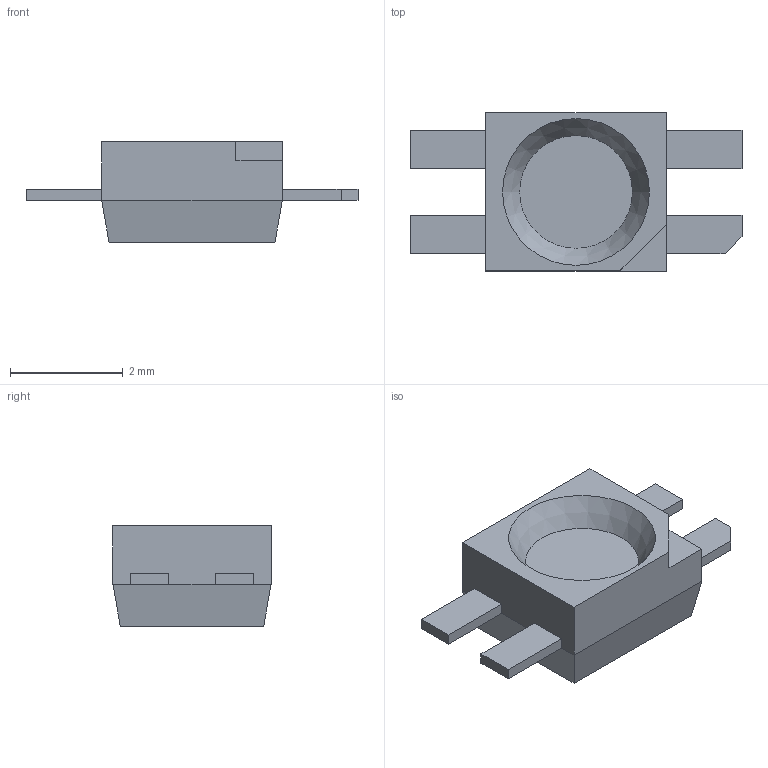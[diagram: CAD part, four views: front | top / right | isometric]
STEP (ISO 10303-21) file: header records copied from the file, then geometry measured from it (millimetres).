
FILE_DESCRIPTION(('Open CASCADE Model'),'2;1');
FILE_NAME('Open CASCADE Shape Model','2024-05-24T16:31:10',('Author'),( 'Open CASCADE'),'Open CASCADE STEP processor 7.7','Open CASCADE 7.7' ,'Unknown');
FILE_SCHEMA(('AUTOMOTIVE_DESIGN { 1 0 10303 214 1 1 1 1 }'));
Length unit declared in the file: millimetre
Products named in the file (13): 977b6cab-199f-11ef-ae21-f09e4a5f3376; 977b6cac-199f-11ef-8f02-f09e4a5f3376; 977b6cac-199f-11ef-8f02-f09e4a5f3376_part; 977b6cad-199f-11ef-af91-f09e4a5f3376; 977b6cad-199f-11ef-af91-f09e4a5f3376_part; 977b6cae-199f-11ef-962f-f09e4a5f3376; 977b6cae-199f-11ef-962f-f09e4a5f3376_part; 977b8fc3-199f-11ef-b690-f09e4a5f3376; 977b8fc3-199f-11ef-b690-f09e4a5f3376_part; 977b8fc4-199f-11ef-89b7-f09e4a5f3376; 977b8fc4-199f-11ef-89b7-f09e4a5f3376_part; 977b8fc5-199f-11ef-8a7a-f09e4a5f3376; 977b8fc5-199f-11ef-8a7a-f09e4a5f3376_part
Assembly tree (12 placements, depth 3):
  977b6cab-199f-11ef-ae21-f09e4a5f3376
    977b6cac-199f-11ef-8f02-f09e4a5f3376
      977b6cac-199f-11ef-8f02-f09e4a5f3376_part
    977b6cad-199f-11ef-af91-f09e4a5f3376
      977b6cad-199f-11ef-af91-f09e4a5f3376_part
    977b6cae-199f-11ef-962f-f09e4a5f3376
      977b6cae-199f-11ef-962f-f09e4a5f3376_part
    977b8fc3-199f-11ef-b690-f09e4a5f3376
      977b8fc3-199f-11ef-b690-f09e4a5f3376_part
    977b8fc4-199f-11ef-89b7-f09e4a5f3376
      977b8fc4-199f-11ef-89b7-f09e4a5f3376_part
    977b8fc5-199f-11ef-8a7a-f09e4a5f3376
      977b8fc5-199f-11ef-8a7a-f09e4a5f3376_part
Bounding box: 5.88 x 2.8 x 1.78 mm (x, y, z)
Volume: 13.9 mm3; surface area: 67.7 mm2
Topology: 6 solids, 6 shells, 41 faces, 84 edges, 56 vertices
Faces by surface type: plane 40, cone 1
Entity records: 2411 total; most frequent: CARTESIAN_POINT 378, DIRECTION 351, LINE 238, VECTOR 238, ORIENTED_EDGE 168, PCURVE 168, DEFINITIONAL_REPRESENTATION 168, EDGE_CURVE 84
